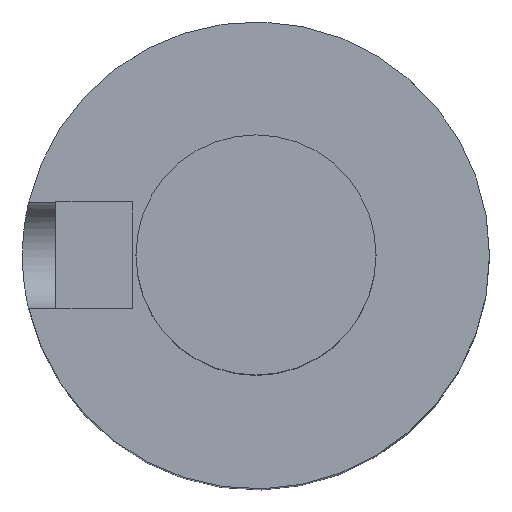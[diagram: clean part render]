
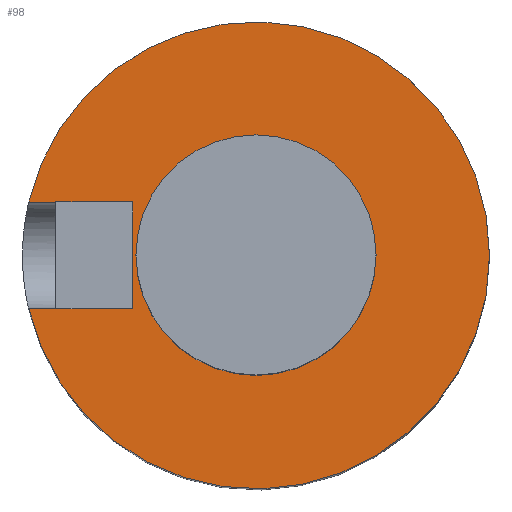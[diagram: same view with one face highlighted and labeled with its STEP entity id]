
A CAD part, top view. The second image highlights one B-rep face of the part: STEP entity #98.
In plain terms, the highlighted planar face has unit normal (0, 0, 1).
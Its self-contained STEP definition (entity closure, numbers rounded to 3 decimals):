
#54=PLANE('',#474);
#74=FACE_OUTER_BOUND('',#133,.T.);
#98=ADVANCED_FACE('',(#74),#54,.T.);
#133=EDGE_LOOP('',(#250,#251,#252,#253));
#165=LINE('',#662,#204);
#166=LINE('',#664,#205);
#167=LINE('',#666,#206);
#204=VECTOR('',#528,1.);
#205=VECTOR('',#529,1.);
#206=VECTOR('',#530,1.);
#250=ORIENTED_EDGE('',*,*,#387,.T.);
#251=ORIENTED_EDGE('',*,*,#389,.T.);
#252=ORIENTED_EDGE('',*,*,#390,.T.);
#253=ORIENTED_EDGE('',*,*,#391,.T.);
#352=VERTEX_POINT('',#657);
#353=VERTEX_POINT('',#659);
#354=VERTEX_POINT('',#663);
#355=VERTEX_POINT('',#665);
#387=EDGE_CURVE('',#353,#352,#433,.T.);
#389=EDGE_CURVE('',#352,#354,#165,.T.);
#390=EDGE_CURVE('',#354,#355,#166,.T.);
#391=EDGE_CURVE('',#355,#353,#167,.T.);
#433=CIRCLE('',#472,35.);
#472=AXIS2_PLACEMENT_3D('',#658,#523,#524);
#474=AXIS2_PLACEMENT_3D('',#667,#531,#532);
#523=DIRECTION('',(0.,0.,1.));
#524=DIRECTION('',(-1.,0.,0.));
#528=DIRECTION('',(1.,0.,0.));
#529=DIRECTION('',(0.,-1.,0.));
#530=DIRECTION('',(-1.,0.,0.));
#531=DIRECTION('',(0.,0.,1.));
#532=DIRECTION('',(1.,0.,0.));
#657=CARTESIAN_POINT('',(-34.073,8.,0.));
#658=CARTESIAN_POINT('',(0.,0.,0.));
#659=CARTESIAN_POINT('',(-34.073,-8.,0.));
#662=CARTESIAN_POINT('',(0.,8.,0.));
#663=CARTESIAN_POINT('',(-18.5,8.,0.));
#664=CARTESIAN_POINT('',(-18.5,0.,0.));
#665=CARTESIAN_POINT('',(-18.5,-8.,0.));
#666=CARTESIAN_POINT('',(0.,-8.,0.));
#667=CARTESIAN_POINT('',(0.,0.,0.));
